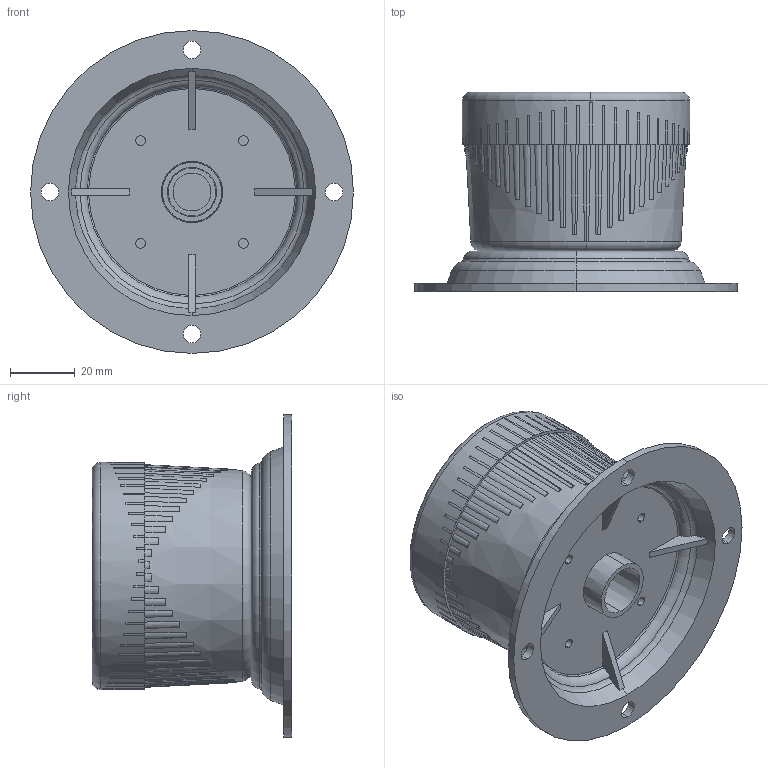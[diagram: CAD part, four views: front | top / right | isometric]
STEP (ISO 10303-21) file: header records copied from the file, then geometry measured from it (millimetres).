
FILE_DESCRIPTION (( 'STEP AP203' ), '1' );
FILE_NAME ('LED TLM BC.STEP', '2025-04-09T08:53:43', ( '' ), ( '' ), 'SwSTEP 2.0', 'SolidWorks 2025', '' );
FILE_SCHEMA (( 'CONFIG_CONTROL_DESIGN' ));
Length unit declared in the file: millimetre
Products named in the file (1): LED TLM BC
Bounding box: 100 x 61.7 x 100 mm (x, y, z)
Volume: 85024.9 mm3; surface area: 64678.5 mm2
Topology: 3 solids, 3 shells, 463 faces, 1298 edges, 847 vertices
Faces by surface type: plane 182, cylinder 129, cone 99, torus 49, bspline 4
Entity records: 16398 total; most frequent: CARTESIAN_POINT 4019, DIRECTION 2792, ORIENTED_EDGE 2596, EDGE_CURVE 1298, AXIS2_PLACEMENT_3D 1243, VERTEX_POINT 847, CIRCLE 783, EDGE_LOOP 497
